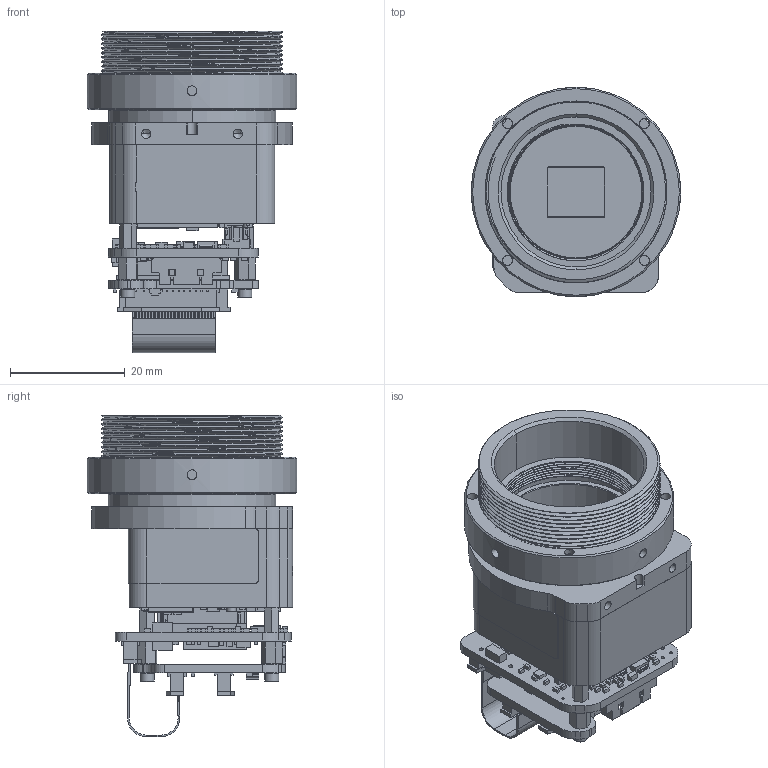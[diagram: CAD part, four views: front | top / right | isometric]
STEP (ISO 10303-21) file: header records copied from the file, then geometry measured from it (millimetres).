
FILE_DESCRIPTION (( 'STEP AP214' ), '1' );
FILE_NAME ('Viento-10 MIPI No Lens M24 Mount ICD CAD.STEP', '2024-06-20T22:48:46', ( '' ), ( '' ), 'SwSTEP 2.0', 'SolidWorks 2023', '' );
FILE_SCHEMA (( 'AUTOMOTIVE_DESIGN' ));
Length unit declared in the file: millimetre
Products named in the file (1): Viento-10 MIPI No Lens M24 Mount ICD CAD
Bounding box: 36.58 x 36.58 x 56.13 mm (x, y, z)
Volume: 22629.6 mm3; surface area: 18879.8 mm2
Topology: 10 solids, 10 shells, 3225 faces, 8778 edges, 5808 vertices
Faces by surface type: plane 2706, cylinder 425, cone 50, bspline 36, sphere 4, torus 4
Full cylindrical faces by diameter (mm): 0.203 x3, 0.432 x7, 0.508 x2, 0.6 x6, 0.75 x2, 0.864 x3, 1.112 x2, 1.524 x4, 1.727 x8, 1.9 x4, 2.438 x2, 36.576 x1
Entity records: 157928 total; most frequent: CARTESIAN_POINT 76057, ORIENTED_EDGE 17412, DIRECTION 15708, EDGE_CURVE 8706, VECTOR 7662, LINE 7662, VERTEX_POINT 5797, AXIS2_PLACEMENT_3D 4023
